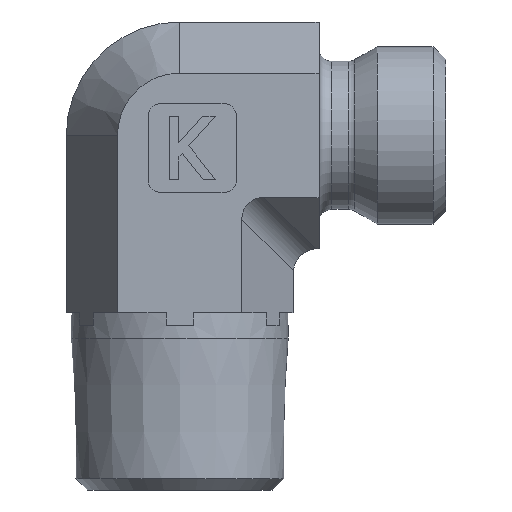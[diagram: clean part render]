
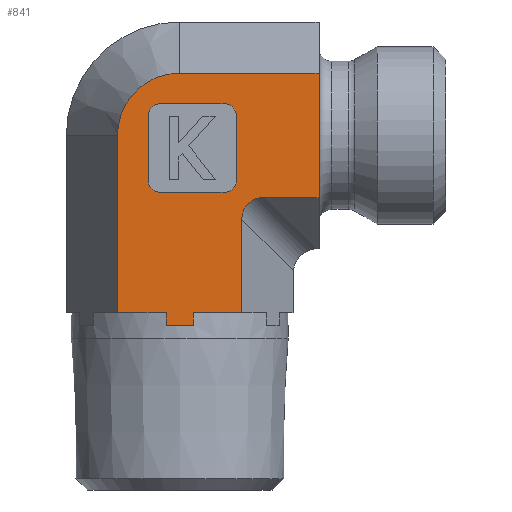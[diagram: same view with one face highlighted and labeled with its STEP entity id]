
A CAD part, left-side view. The second image highlights one B-rep face of the part: STEP entity #841.
In plain terms, the highlighted planar face has unit normal (-1, 0, 0).
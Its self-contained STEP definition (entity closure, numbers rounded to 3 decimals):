
#368=CARTESIAN_POINT('',(-27.685,8.487,1.));
#369=VERTEX_POINT('',#368);
#370=CARTESIAN_POINT('',(-27.685,4.636,1.));
#371=VERTEX_POINT('',#370);
#372=CARTESIAN_POINT('',(-27.685,8.487,1.));
#373=DIRECTION('',(0.0,-1.0,0.0));
#374=VECTOR('',#373,3.85);
#375=LINE('',#372,#374);
#376=EDGE_CURVE('',#369,#371,#375,.T.);
#436=CARTESIAN_POINT('',(-27.685,14.451,1.));
#437=VERTEX_POINT('',#436);
#444=CARTESIAN_POINT('',(-27.685,10.601,1.));
#445=VERTEX_POINT('',#444);
#453=CARTESIAN_POINT('',(-27.685,14.451,1.));
#454=DIRECTION('',(0.0,-1.0,0.0));
#455=VECTOR('',#454,3.85);
#456=LINE('',#453,#455);
#457=EDGE_CURVE('',#437,#445,#456,.T.);
#585=CARTESIAN_POINT('',(-27.685,8.487,0.0));
#586=VERTEX_POINT('',#585);
#587=CARTESIAN_POINT('',(-27.685,8.487,0.0));
#588=DIRECTION('',(0.0,0.0,1.0));
#589=VECTOR('',#588,1.);
#590=LINE('',#587,#589);
#591=EDGE_CURVE('',#586,#369,#590,.T.);
#593=CARTESIAN_POINT('',(-27.685,10.601,0.0));
#594=VERTEX_POINT('',#593);
#602=CARTESIAN_POINT('',(-27.685,10.601,1.));
#603=DIRECTION('',(0.0,0.0,-1.0));
#604=VECTOR('',#603,1.);
#605=LINE('',#602,#604);
#606=EDGE_CURVE('',#445,#594,#605,.T.);
#664=CARTESIAN_POINT('',(-27.685,10.601,0.0));
#665=DIRECTION('',(0.0,-1.0,0.0));
#666=VECTOR('',#665,2.114);
#667=LINE('',#664,#666);
#668=EDGE_CURVE('',#594,#586,#667,.T.);
#703=CARTESIAN_POINT('',(-27.685,4.636,0.0));
#704=DIRECTION('',(-1.0,0.0,0.0));
#705=DIRECTION('',(0.0,0.0,1.0));
#706=AXIS2_PLACEMENT_3D('',#703,#704,#705);
#707=PLANE('',#706);
#708=ORIENTED_EDGE('',*,*,#457,.T.);
#709=ORIENTED_EDGE('',*,*,#606,.T.);
#710=ORIENTED_EDGE('',*,*,#668,.T.);
#711=ORIENTED_EDGE('',*,*,#591,.T.);
#712=ORIENTED_EDGE('',*,*,#376,.T.);
#713=CARTESIAN_POINT('',(-27.685,4.636,8.36));
#714=VERTEX_POINT('',#713);
#715=CARTESIAN_POINT('',(-27.685,4.636,1.));
#716=DIRECTION('',(0.0,0.0,1.0));
#717=VECTOR('',#716,7.36);
#718=LINE('',#715,#717);
#719=EDGE_CURVE('',#371,#714,#718,.T.);
#720=ORIENTED_EDGE('',*,*,#719,.T.);
#721=CARTESIAN_POINT('',(-27.685,2.904,10.093));
#722=VERTEX_POINT('',#721);
#723=CARTESIAN_POINT('',(-27.685,2.327,7.783));
#724=DIRECTION('',(-1.0,0.0,0.0));
#725=DIRECTION('',(0.0,0.707,0.707));
#726=AXIS2_PLACEMENT_3D('',#723,#724,#725);
#727=ELLIPSE('',#726,2.582,2.0);
#728=EDGE_CURVE('',#722,#714,#727,.T.);
#729=ORIENTED_EDGE('',*,*,#728,.F.);
#730=CARTESIAN_POINT('',(-27.685,-1.456,10.093));
#731=VERTEX_POINT('',#730);
#732=CARTESIAN_POINT('',(-27.685,2.904,10.093));
#733=DIRECTION('',(0.0,-1.0,0.0));
#734=VECTOR('',#733,4.36);
#735=LINE('',#732,#734);
#736=EDGE_CURVE('',#722,#731,#735,.T.);
#737=ORIENTED_EDGE('',*,*,#736,.T.);
#738=CARTESIAN_POINT('',(-27.685,-1.456,19.907));
#739=VERTEX_POINT('',#738);
#740=CARTESIAN_POINT('',(-27.685,-1.456,10.093));
#741=DIRECTION('',(0.0,0.0,1.0));
#742=VECTOR('',#741,9.815);
#743=LINE('',#740,#742);
#744=EDGE_CURVE('',#731,#739,#743,.T.);
#745=ORIENTED_EDGE('',*,*,#744,.T.);
#746=CARTESIAN_POINT('',(-27.685,9.544,19.907));
#747=VERTEX_POINT('',#746);
#748=CARTESIAN_POINT('',(-27.685,9.544,19.907));
#749=DIRECTION('',(0.0,-1.0,0.0));
#750=VECTOR('',#749,11.);
#751=LINE('',#748,#750);
#752=EDGE_CURVE('',#747,#739,#751,.T.);
#753=ORIENTED_EDGE('',*,*,#752,.F.);
#754=CARTESIAN_POINT('',(-27.685,14.451,15.));
#755=VERTEX_POINT('',#754);
#756=CARTESIAN_POINT('',(-27.685,9.544,15.));
#757=DIRECTION('',(-1.0,0.0,0.0));
#758=DIRECTION('',(0.0,0.0,1.0));
#759=AXIS2_PLACEMENT_3D('',#756,#757,#758);
#760=CIRCLE('',#759,4.907);
#761=EDGE_CURVE('',#747,#755,#760,.T.);
#762=ORIENTED_EDGE('',*,*,#761,.T.);
#763=CARTESIAN_POINT('',(-27.685,14.451,1.));
#764=DIRECTION('',(0.0,0.0,1.0));
#765=VECTOR('',#764,14.);
#766=LINE('',#763,#765);
#767=EDGE_CURVE('',#437,#755,#766,.T.);
#768=ORIENTED_EDGE('',*,*,#767,.F.);
#769=EDGE_LOOP('',(#708,#709,#710,#711,#712,#720,#729,#737,#745,#753,#762,#768));
#770=FACE_OUTER_BOUND('',#769,.T.);
#771=CARTESIAN_POINT('',(-27.685,6.044,10.5));
#772=VERTEX_POINT('',#771);
#773=CARTESIAN_POINT('',(-27.685,11.044,10.5));
#774=VERTEX_POINT('',#773);
#775=CARTESIAN_POINT('',(-27.685,6.044,10.5));
#776=DIRECTION('',(0.0,1.0,0.0));
#777=VECTOR('',#776,5.);
#778=LINE('',#775,#777);
#779=EDGE_CURVE('',#772,#774,#778,.T.);
#780=ORIENTED_EDGE('',*,*,#779,.T.);
#781=CARTESIAN_POINT('',(-27.685,12.044,11.5));
#782=VERTEX_POINT('',#781);
#783=CARTESIAN_POINT('',(-27.685,11.044,11.5));
#784=DIRECTION('',(-1.0,0.0,0.0));
#785=DIRECTION('',(0.0,0.707,-0.707));
#786=AXIS2_PLACEMENT_3D('',#783,#784,#785);
#787=CIRCLE('',#786,1.0);
#788=EDGE_CURVE('',#782,#774,#787,.T.);
#789=ORIENTED_EDGE('',*,*,#788,.F.);
#790=CARTESIAN_POINT('',(-27.685,12.044,16.5));
#791=VERTEX_POINT('',#790);
#792=CARTESIAN_POINT('',(-27.685,12.044,11.5));
#793=DIRECTION('',(0.0,0.0,1.0));
#794=VECTOR('',#793,5.0);
#795=LINE('',#792,#794);
#796=EDGE_CURVE('',#782,#791,#795,.T.);
#797=ORIENTED_EDGE('',*,*,#796,.T.);
#798=CARTESIAN_POINT('',(-27.685,11.044,17.5));
#799=VERTEX_POINT('',#798);
#800=CARTESIAN_POINT('',(-27.685,11.044,16.5));
#801=DIRECTION('',(-1.0,0.0,0.0));
#802=DIRECTION('',(0.0,0.707,0.707));
#803=AXIS2_PLACEMENT_3D('',#800,#801,#802);
#804=CIRCLE('',#803,1.0);
#805=EDGE_CURVE('',#799,#791,#804,.T.);
#806=ORIENTED_EDGE('',*,*,#805,.F.);
#807=CARTESIAN_POINT('',(-27.685,6.044,17.5));
#808=VERTEX_POINT('',#807);
#809=CARTESIAN_POINT('',(-27.685,11.044,17.5));
#810=DIRECTION('',(0.0,-1.0,0.0));
#811=VECTOR('',#810,5.0);
#812=LINE('',#809,#811);
#813=EDGE_CURVE('',#799,#808,#812,.T.);
#814=ORIENTED_EDGE('',*,*,#813,.T.);
#815=CARTESIAN_POINT('',(-27.685,5.044,16.5));
#816=VERTEX_POINT('',#815);
#817=CARTESIAN_POINT('',(-27.685,6.044,16.5));
#818=DIRECTION('',(-1.0,0.0,0.0));
#819=DIRECTION('',(0.0,-0.707,0.707));
#820=AXIS2_PLACEMENT_3D('',#817,#818,#819);
#821=CIRCLE('',#820,1.0);
#822=EDGE_CURVE('',#816,#808,#821,.T.);
#823=ORIENTED_EDGE('',*,*,#822,.F.);
#824=CARTESIAN_POINT('',(-27.685,5.044,11.5));
#825=VERTEX_POINT('',#824);
#826=CARTESIAN_POINT('',(-27.685,5.044,16.5));
#827=DIRECTION('',(0.0,0.0,-1.0));
#828=VECTOR('',#827,5.);
#829=LINE('',#826,#828);
#830=EDGE_CURVE('',#816,#825,#829,.T.);
#831=ORIENTED_EDGE('',*,*,#830,.T.);
#832=CARTESIAN_POINT('',(-27.685,6.044,11.5));
#833=DIRECTION('',(-1.0,0.0,0.0));
#834=DIRECTION('',(0.0,-0.707,-0.707));
#835=AXIS2_PLACEMENT_3D('',#832,#833,#834);
#836=CIRCLE('',#835,1.0);
#837=EDGE_CURVE('',#772,#825,#836,.T.);
#838=ORIENTED_EDGE('',*,*,#837,.F.);
#839=EDGE_LOOP('',(#780,#789,#797,#806,#814,#823,#831,#838));
#840=FACE_BOUND('',#839,.T.);
#841=ADVANCED_FACE('',(#770,#840),#707,.T.);
